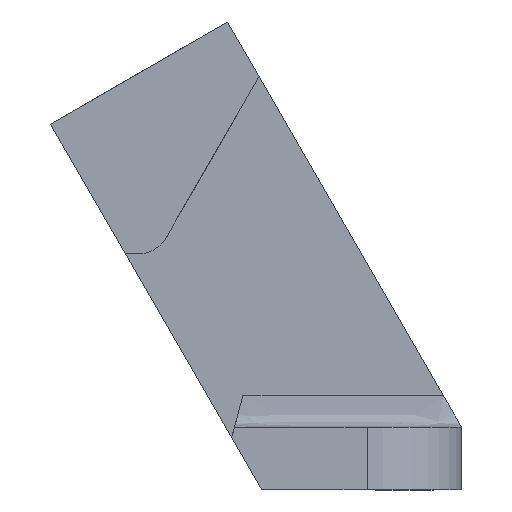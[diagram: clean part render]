
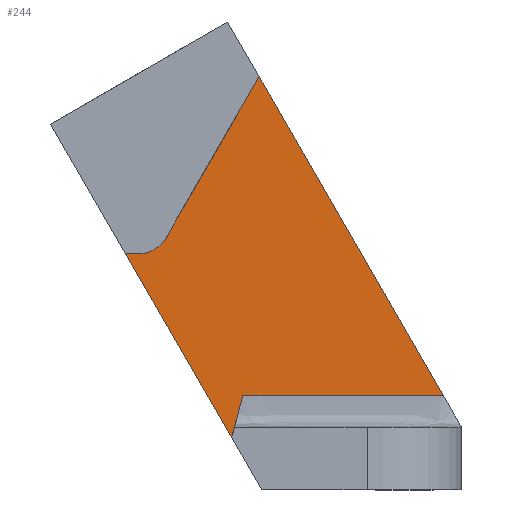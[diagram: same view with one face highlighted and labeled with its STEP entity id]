
A CAD part, front view. The second image highlights one B-rep face of the part: STEP entity #244.
In plain terms, the highlighted planar face has unit normal (0, -1, 0).
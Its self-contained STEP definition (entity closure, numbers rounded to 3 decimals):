
#244=ADVANCED_FACE('',(#554),#556,.F.);
#554=FACE_BOUND('',#555,.T.);
#555=EDGE_LOOP('',(#984,#985,#986,#987,#988,#989,#990,#991,#992,#993,#994));
#556=PLANE('',#557);
#557=AXIS2_PLACEMENT_3D('',#558,#559,#560);
#558=CARTESIAN_POINT('',(0.,-8.2,0.));
#559=DIRECTION('',(0.,1.,0.));
#560=DIRECTION('',(0.,0.,1.));
#984=ORIENTED_EDGE('',*,*,#1238,.F.);
#985=ORIENTED_EDGE('',*,*,#1260,.F.);
#986=ORIENTED_EDGE('',*,*,#1261,.F.);
#987=ORIENTED_EDGE('',*,*,#1262,.T.);
#988=ORIENTED_EDGE('',*,*,#1263,.T.);
#989=ORIENTED_EDGE('',*,*,#1264,.F.);
#990=ORIENTED_EDGE('',*,*,#1265,.F.);
#991=ORIENTED_EDGE('',*,*,#1266,.T.);
#992=ORIENTED_EDGE('',*,*,#1267,.T.);
#993=ORIENTED_EDGE('',*,*,#1230,.F.);
#994=ORIENTED_EDGE('',*,*,#1241,.F.);
#1230=EDGE_CURVE('',#1468,#1470,#1471,.T.);
#1238=EDGE_CURVE('',#1484,#1485,#1486,.F.);
#1241=EDGE_CURVE('',#1485,#1468,#1489,.F.);
#1260=EDGE_CURVE('',#1520,#1484,#1522,.T.);
#1261=EDGE_CURVE('',#1523,#1520,#1524,.T.);
#1262=EDGE_CURVE('',#1523,#1525,#1526,.T.);
#1263=EDGE_CURVE('',#1525,#1527,#1528,.F.);
#1264=EDGE_CURVE('',#1529,#1527,#1530,.T.);
#1265=EDGE_CURVE('',#1531,#1529,#1532,.T.);
#1266=EDGE_CURVE('',#1531,#1533,#1534,.F.);
#1267=EDGE_CURVE('',#1533,#1470,#1535,.F.);
#1468=VERTEX_POINT('',#1940);
#1470=VERTEX_POINT('',#1944);
#1471=LINE('',#1945,#1946);
#1484=VERTEX_POINT('',#1974);
#1485=VERTEX_POINT('',#1975);
#1486=LINE('',#1976,#1977);
#1489=LINE('',#2141,#2142);
#1520=VERTEX_POINT('',#2528);
#1522=LINE('',#2532,#2533);
#1523=VERTEX_POINT('',#2535);
#1524=LINE('',#2536,#2537);
#1525=VERTEX_POINT('',#2539);
#1526=LINE('',#2540,#2541);
#1527=VERTEX_POINT('',#2543);
#1528=LINE('',#2544,#2545);
#1529=VERTEX_POINT('',#2547);
#1530=LINE('',#2548,#2549);
#1531=VERTEX_POINT('',#2551);
#1532=LINE('',#2552,#2553);
#1533=VERTEX_POINT('',#2555);
#1534=CIRCLE('',#2556,2.);
#1535=LINE('',#2560,#2561);
#1940=CARTESIAN_POINT('',(-5.297,-8.2,-5.625));
#1944=CARTESIAN_POINT('',(-12.056,-8.2,6.081));
#1945=CARTESIAN_POINT('',(-5.297,-8.2,-5.625));
#1946=VECTOR('',#1947,1.);
#1947=DIRECTION('',(-0.5,0.,0.866));
#1974=CARTESIAN_POINT('',(8.159,-8.2,-2.932));
#1975=CARTESIAN_POINT('',(-4.576,-8.2,-2.932));
#1976=CARTESIAN_POINT('',(-4.576,-8.2,-2.932));
#1977=VECTOR('',#1978,1.);
#1978=DIRECTION('',(1.,0.,0.));
#2141=CARTESIAN_POINT('',(-5.297,-8.2,-5.625));
#2142=VECTOR('',#2143,1.);
#2143=DIRECTION('',(0.259,0.,0.966));
#2528=CARTESIAN_POINT('',(-3.55,-8.2,17.349));
#2532=CARTESIAN_POINT('',(-3.55,-8.2,17.349));
#2533=VECTOR('',#2534,1.);
#2534=DIRECTION('',(0.5,0.,-0.866));
#2535=CARTESIAN_POINT('',(-6.301,-8.2,12.584));
#2536=CARTESIAN_POINT('',(-6.301,-8.2,12.584));
#2537=VECTOR('',#2538,1.);
#2538=DIRECTION('',(0.5,0.,0.866));
#2539=CARTESIAN_POINT('',(-9.677,-8.2,18.431));
#2540=CARTESIAN_POINT('',(-6.301,-8.2,12.584));
#2541=VECTOR('',#2542,1.);
#2542=DIRECTION('',(-0.5,0.,0.866));
#2543=CARTESIAN_POINT('',(-11.699,-8.2,17.263));
#2544=CARTESIAN_POINT('',(-11.699,-8.2,17.263));
#2545=VECTOR('',#2546,1.);
#2546=DIRECTION('',(0.866,0.,0.5));
#2547=CARTESIAN_POINT('',(-7.649,-8.2,10.249));
#2548=CARTESIAN_POINT('',(-7.649,-8.2,10.249));
#2549=VECTOR('',#2550,1.);
#2550=DIRECTION('',(-0.5,0.,0.866));
#2551=CARTESIAN_POINT('',(-9.478,-8.2,7.081));
#2552=CARTESIAN_POINT('',(-9.478,-8.2,7.081));
#2553=VECTOR('',#2554,1.);
#2554=DIRECTION('',(0.5,0.,0.866));
#2555=CARTESIAN_POINT('',(-11.211,-8.2,6.081));
#2556=AXIS2_PLACEMENT_3D('',#2557,#2558,#2559);
#2557=CARTESIAN_POINT('',(-11.211,-8.2,8.081));
#2558=DIRECTION('',(0.,-1.,0.));
#2559=DIRECTION('',(0.,0.,-1.));
#2560=CARTESIAN_POINT('',(-12.056,-8.2,6.081));
#2561=VECTOR('',#2562,1.);
#2562=DIRECTION('',(1.,0.,0.));
